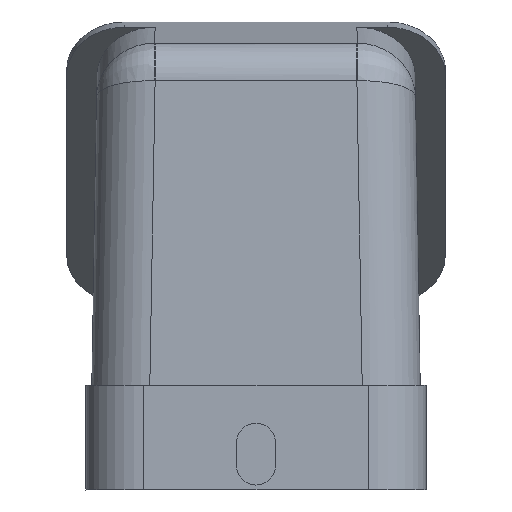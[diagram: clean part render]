
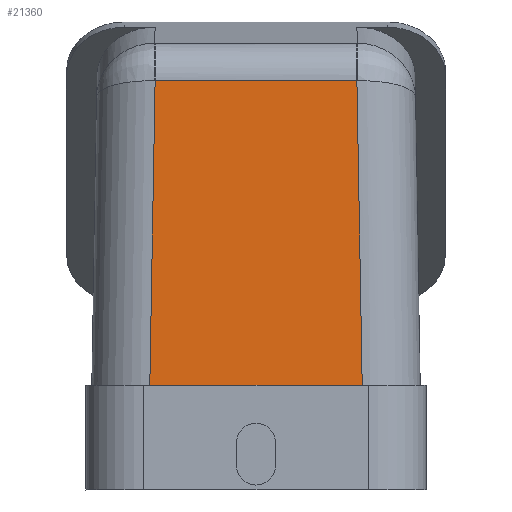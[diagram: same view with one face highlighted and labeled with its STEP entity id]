
A CAD part, left-side view. The second image highlights one B-rep face of the part: STEP entity #21360.
In plain terms, the highlighted planar face has unit normal (-1, 0, 0.018).
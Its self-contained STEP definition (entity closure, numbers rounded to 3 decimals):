
#4700=CARTESIAN_POINT('',(5.062,1.661,
9.081));
#4710=DIRECTION('',(0.017,0.017,
1.));
#4720=VECTOR('',#4710,1.);
#4730=LINE('',#4700,#4720);
#4740=CARTESIAN_POINT('',(5.671,2.27,
44.));
#4750=VERTEX_POINT('',#4740);
#4760=CARTESIAN_POINT('',(6.358,2.957,
83.369));
#4770=VERTEX_POINT('',#4760);
#4780=EDGE_CURVE('',#4750,#4770,#4730,.T.);
#16780=CARTESIAN_POINT('',(5.062,30.339,
9.081));
#16790=DIRECTION('',(-0.017,0.017,
-1.));
#16800=VECTOR('',#16790,1.);
#16810=LINE('',#16780,#16800);
#16820=CARTESIAN_POINT('',(6.358,29.043,
83.369));
#16830=VERTEX_POINT('',#16820);
#16840=CARTESIAN_POINT('',(5.671,29.73,
44.));
#16850=VERTEX_POINT('',#16840);
#16860=EDGE_CURVE('',#16830,#16850,#16810,.T.);
#20300=CARTESIAN_POINT('',(5.671,30.899,
44.));
#20310=DIRECTION('',(0.,1.,0.));
#20320=VECTOR('',#20310,1.);
#20330=LINE('',#20300,#20320);
#20340=EDGE_CURVE('',#4750,#16850,#20330,.T.);
#21200=CARTESIAN_POINT('',(6.716,42.075,
103.875));
#21210=DIRECTION('',(1.,0.,
-0.017));
#21220=DIRECTION('',(-0.017,0.,
-1.));
#21230=AXIS2_PLACEMENT_3D('',#21200,#21210,#21220);
#21240=PLANE('',#21230);
#21250=CARTESIAN_POINT('',(6.358,30.899,
83.369));
#21260=DIRECTION('',(0.,-1.,0.));
#21270=VECTOR('',#21260,1.);
#21280=LINE('',#21250,#21270);
#21290=EDGE_CURVE('',#16830,#4770,#21280,.T.);
#21300=ORIENTED_EDGE('',*,*,#21290,.F.);
#21310=ORIENTED_EDGE('',*,*,#4780,.T.);
#21320=ORIENTED_EDGE('',*,*,#20340,.F.);
#21330=ORIENTED_EDGE('',*,*,#16860,.T.);
#21340=EDGE_LOOP('',(#21330,#21320,#21310,#21300));
#21350=FACE_OUTER_BOUND('',#21340,.T.);
#21360=ADVANCED_FACE('',(#21350),#21240,.F.);
